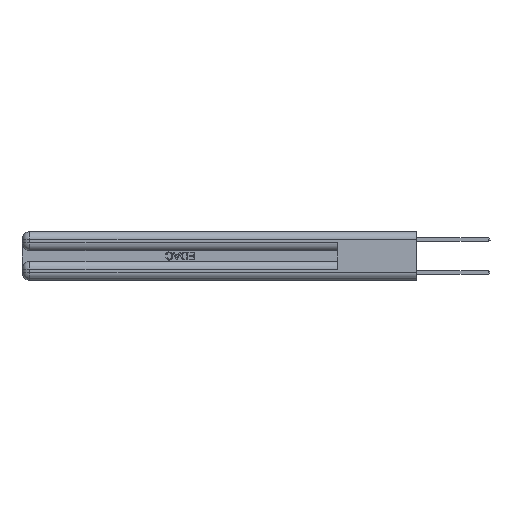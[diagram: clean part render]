
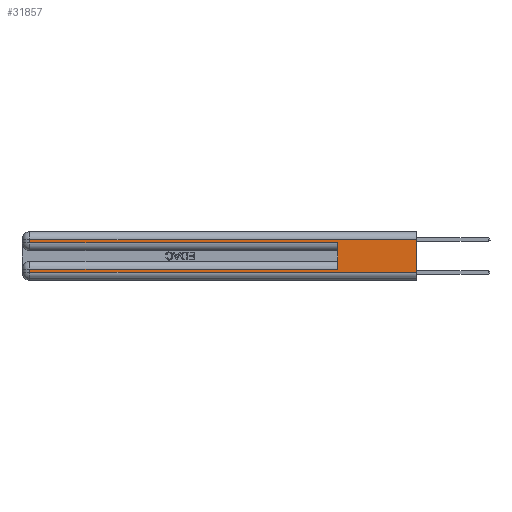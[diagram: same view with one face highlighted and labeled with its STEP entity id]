
A CAD part, left-side view. The second image highlights one B-rep face of the part: STEP entity #31857.
In plain terms, the highlighted planar face has unit normal (-1, 0, 0).
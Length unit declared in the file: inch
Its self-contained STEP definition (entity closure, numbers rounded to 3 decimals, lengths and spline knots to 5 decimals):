
#708 = CARTESIAN_POINT ( 'NONE',  ( 0., 0., 0.085 ) ) ;
#1419 = CARTESIAN_POINT ( 'NONE',  ( 0., 0., 0.06 ) ) ;
#2031 = LINE ( 'NONE', #11452, #29194 ) ;
#2159 = VECTOR ( 'NONE', #22058, 39.37008 ) ;
#2335 = CARTESIAN_POINT ( 'NONE',  ( 0., 0., 0.06 ) ) ;
#2775 = ORIENTED_EDGE ( 'NONE', *, *, #7249, .F. ) ;
#3120 = VECTOR ( 'NONE', #28270, 39.37008 ) ;
#4329 = LINE ( 'NONE', #18413, #8999 ) ;
#4702 = DIRECTION ( 'NONE',  ( 0., -1., 0. ) ) ;
#4945 = CARTESIAN_POINT ( 'NONE',  ( 0., 0., 0.31 ) ) ;
#5149 = CARTESIAN_POINT ( 'NONE',  ( 0., 2.94, 0.31 ) ) ;
#6340 = VERTEX_POINT ( 'NONE', #4945 ) ;
#6597 = CARTESIAN_POINT ( 'NONE',  ( 0., 0.6, 0.285 ) ) ;
#6972 = ORIENTED_EDGE ( 'NONE', *, *, #9562, .T. ) ;
#7249 = EDGE_CURVE ( 'NONE', #6340, #19228, #27003, .T. ) ;
#8396 = CARTESIAN_POINT ( 'NONE',  ( 0., 0.6, 0.085 ) ) ;
#8510 = VERTEX_POINT ( 'NONE', #30733 ) ;
#8711 = ORIENTED_EDGE ( 'NONE', *, *, #18064, .F. ) ;
#8999 = VECTOR ( 'NONE', #13799, 39.37008 ) ;
#9562 = EDGE_CURVE ( 'NONE', #24241, #24271, #11371, .T. ) ;
#9652 = EDGE_CURVE ( 'NONE', #6340, #31680, #2031, .T. ) ;
#10251 = EDGE_CURVE ( 'NONE', #31680, #24241, #4329, .T. ) ;
#10797 = EDGE_CURVE ( 'NONE', #11413, #8510, #16716, .T. ) ;
#11371 = LINE ( 'NONE', #18066, #30327 ) ;
#11413 = VERTEX_POINT ( 'NONE', #8396 ) ;
#11452 = CARTESIAN_POINT ( 'NONE',  ( 0., 0., 0.31 ) ) ;
#11518 = VERTEX_POINT ( 'NONE', #31444 ) ;
#13496 = CARTESIAN_POINT ( 'NONE',  ( 0., 0., 0.37 ) ) ;
#13799 = DIRECTION ( 'NONE',  ( 0., 0., -1. ) ) ;
#15220 = ORIENTED_EDGE ( 'NONE', *, *, #23619, .T. ) ;
#15707 = EDGE_LOOP ( 'NONE', ( #2775, #26977, #28465, #6972, #8711, #27483, #15220, #29449 ) ) ;
#16080 = AXIS2_PLACEMENT_3D ( 'NONE', #17824, #27945, #30415 ) ;
#16548 = CARTESIAN_POINT ( 'NONE',  ( 0., 0.6, 0.145 ) ) ;
#16681 = CARTESIAN_POINT ( 'NONE',  ( 0., 2.94, 0.285 ) ) ;
#16716 = LINE ( 'NONE', #708, #3120 ) ;
#16818 = CARTESIAN_POINT ( 'NONE',  ( 0., 2.94, 0.37 ) ) ;
#17030 = DIRECTION ( 'NONE',  ( 0., 0., -1. ) ) ;
#17824 = CARTESIAN_POINT ( 'NONE',  ( 0., 0., 0.37 ) ) ;
#18064 = EDGE_CURVE ( 'NONE', #11413, #24271, #23557, .T. ) ;
#18066 = CARTESIAN_POINT ( 'NONE',  ( 0., 0., 0.285 ) ) ;
#18205 = EDGE_CURVE ( 'NONE', #11518, #19228, #27002, .T. ) ;
#18413 = CARTESIAN_POINT ( 'NONE',  ( 0., 2.94, 0.37 ) ) ;
#19228 = VERTEX_POINT ( 'NONE', #1419 ) ;
#19322 = DIRECTION ( 'NONE',  ( 0., 1., 0. ) ) ;
#21326 = LINE ( 'NONE', #16818, #29829 ) ;
#21990 = VECTOR ( 'NONE', #31490, 39.37008 ) ;
#22058 = DIRECTION ( 'NONE',  ( 0., 0., -1. ) ) ;
#23303 = DIRECTION ( 'NONE',  ( 0., -1., 0. ) ) ;
#23557 = LINE ( 'NONE', #16548, #21990 ) ;
#23619 = EDGE_CURVE ( 'NONE', #8510, #11518, #21326, .T. ) ;
#24241 = VERTEX_POINT ( 'NONE', #16681 ) ;
#24271 = VERTEX_POINT ( 'NONE', #6597 ) ;
#25550 = FACE_OUTER_BOUND ( 'NONE', #15707, .T. ) ;
#26610 = VECTOR ( 'NONE', #4702, 39.37008 ) ;
#26977 = ORIENTED_EDGE ( 'NONE', *, *, #9652, .T. ) ;
#27002 = LINE ( 'NONE', #2335, #26610 ) ;
#27003 = LINE ( 'NONE', #13496, #2159 ) ;
#27483 = ORIENTED_EDGE ( 'NONE', *, *, #10797, .T. ) ;
#27945 = DIRECTION ( 'NONE',  ( 1., 0., 0. ) ) ;
#28270 = DIRECTION ( 'NONE',  ( 0., 1., 0. ) ) ;
#28465 = ORIENTED_EDGE ( 'NONE', *, *, #10251, .T. ) ;
#29194 = VECTOR ( 'NONE', #19322, 39.37008 ) ;
#29449 = ORIENTED_EDGE ( 'NONE', *, *, #18205, .T. ) ;
#29829 = VECTOR ( 'NONE', #17030, 39.37008 ) ;
#30327 = VECTOR ( 'NONE', #23303, 39.37008 ) ;
#30415 = DIRECTION ( 'NONE',  ( 0., 0., -1. ) ) ;
#30537 = PLANE ( 'NONE',  #16080 ) ;
#30733 = CARTESIAN_POINT ( 'NONE',  ( 0., 2.94, 0.085 ) ) ;
#31444 = CARTESIAN_POINT ( 'NONE',  ( 0., 2.94, 0.06 ) ) ;
#31490 = DIRECTION ( 'NONE',  ( 0., 0., 1. ) ) ;
#31680 = VERTEX_POINT ( 'NONE', #5149 ) ;
#31857 = ADVANCED_FACE ( 'NONE', ( #25550 ), #30537, .F. ) ;
